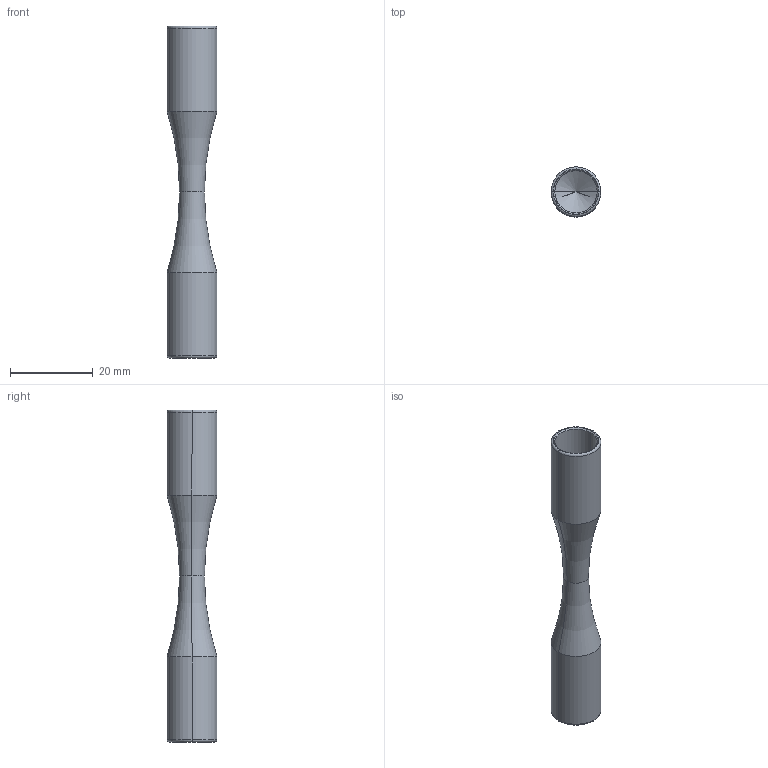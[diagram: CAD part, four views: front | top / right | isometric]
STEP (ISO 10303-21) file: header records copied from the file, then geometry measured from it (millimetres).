
FILE_DESCRIPTION (( 'STEP AP203' ), '1' );
FILE_NAME ('50433-240.step', '2020-10-02T12:32:48', ( '' ), ( '' ), 'SwSTEP 2.0', 'SolidWorks 2018', '' );
FILE_SCHEMA (( 'CONFIG_CONTROL_DESIGN' ));
Length unit declared in the file: millimetre
Products named in the file (2): 50433-240
Bounding box: 12 x 12 x 80.01 mm (x, y, z)
Volume: 3325 mm3; surface area: 4023.8 mm2
Topology: 1 solids, 1 shells, 274 faces, 746 edges, 480 vertices
Faces by surface type: bspline 108, plane 104, cylinder 46, torus 8, cone 8
Entity records: 12899 total; most frequent: CARTESIAN_POINT 6616, ORIENTED_EDGE 1484, DIRECTION 938, EDGE_CURVE 742, VERTEX_POINT 480, VECTOR 350, LINE 350, AXIS2_PLACEMENT_3D 294
